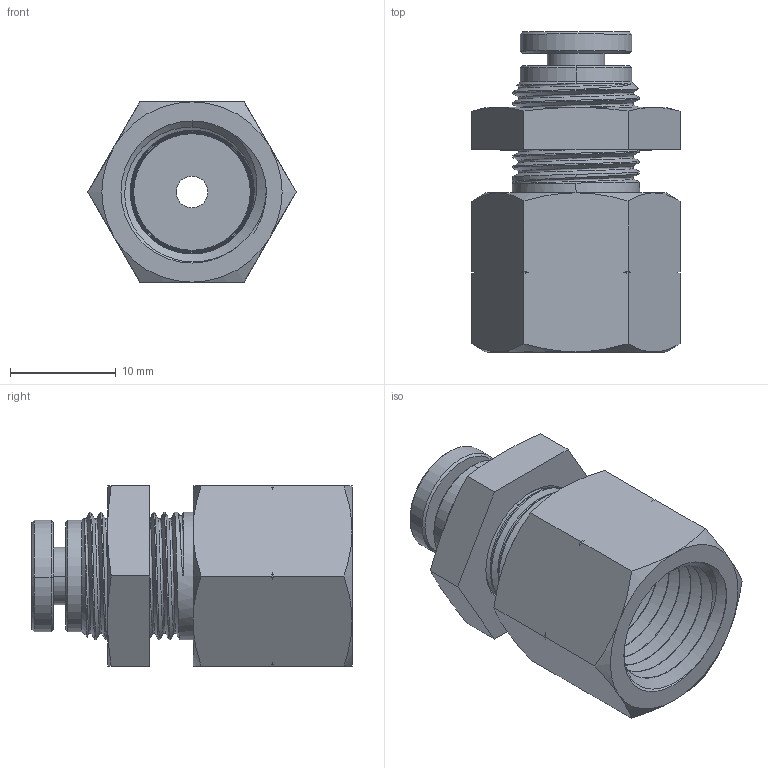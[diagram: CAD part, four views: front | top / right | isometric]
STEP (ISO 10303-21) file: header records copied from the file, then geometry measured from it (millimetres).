
FILE_DESCRIPTION (( 'STEP AP214' ), '1' );
FILE_NAME ('BCS5-32N1-4W.STEP', '2018-07-11T20:44:22', ( '' ), ( '' ), 'SwSTEP 2.0', 'SolidWorks 2016', '' );
FILE_SCHEMA (( 'AUTOMOTIVE_DESIGN' ));
Length unit declared in the file: millimetre
Products named in the file (1): BCS5-32N1-4W
Bounding box: 19.63 x 30.19 x 17 mm (x, y, z)
Volume: 3897.7 mm3; surface area: 5019.1 mm2
Topology: 7 solids, 7 shells, 380 faces, 1219 edges, 858 vertices
Faces by surface type: cone 155, plane 111, cylinder 84, bspline 28, torus 2
Entity records: 26382 total; most frequent: CARTESIAN_POINT 12314, ORIENTED_EDGE 2438, DIRECTION 1583, EDGE_CURVE 1219, VERTEX_POINT 858, AXIS2_PLACEMENT_3D 651, B_SPLINE_CURVE_WITH_KNOTS 625, EDGE_LOOP 399
